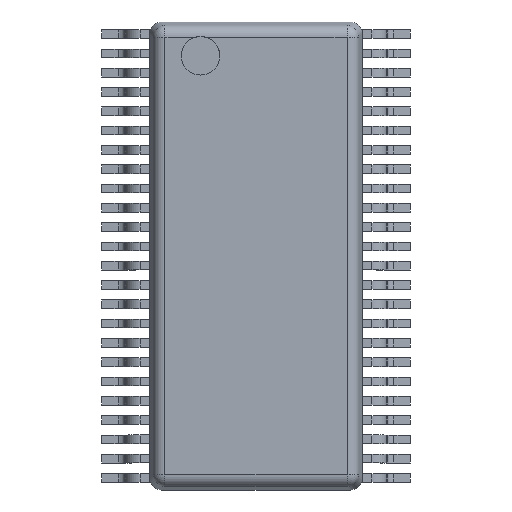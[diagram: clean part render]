
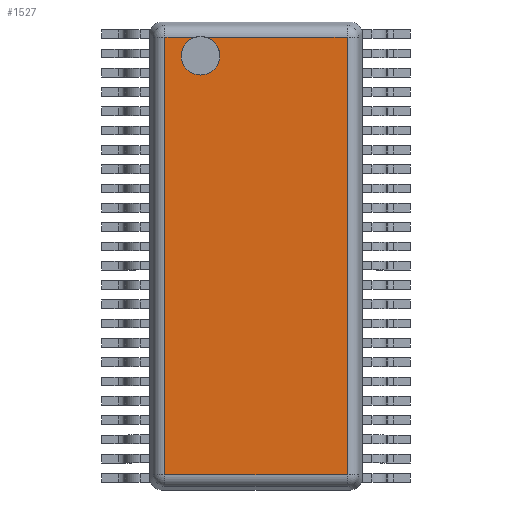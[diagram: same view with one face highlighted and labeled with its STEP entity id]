
A CAD part, top view. The second image highlights one B-rep face of the part: STEP entity #1527.
In plain terms, the highlighted face is planar.
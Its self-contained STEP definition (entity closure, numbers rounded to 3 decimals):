
#646=DIRECTION('',(0.,0.,1.));
#647=VECTOR('',#646,9.075);
#648=CARTESIAN_POINT('',(-1.888,0.45,-4.538));
#649=LINE('',#648,#647);
#653=DIRECTION('',(-1.,0.,0.));
#654=VECTOR('',#653,0.639);
#655=CARTESIAN_POINT('',(-1.249,0.45,-4.538));
#656=LINE('',#655,#654);
#660=CARTESIAN_POINT('',(-1.15,0.45,-4.15));
#661=DIRECTION('',(0.,-1.,0.));
#662=DIRECTION('',(-1.,0.,0.));
#663=AXIS2_PLACEMENT_3D('',#660,#661,#662);
#668=CARTESIAN_POINT('',(-1.15,0.45,-4.15));
#669=DIRECTION('',(0.,-1.,0.));
#670=DIRECTION('',(1.,0.,0.));
#671=AXIS2_PLACEMENT_3D('',#668,#669,#670);
#676=CARTESIAN_POINT('',(-1.15,0.45,-4.15));
#677=DIRECTION('',(0.,-1.,0.));
#678=DIRECTION('',(0.247,0.,-0.969));
#679=AXIS2_PLACEMENT_3D('',#676,#677,#678);
#684=DIRECTION('',(-1.,0.,0.));
#685=VECTOR('',#684,2.939);
#686=CARTESIAN_POINT('',(1.888,0.45,-4.538));
#687=LINE('',#686,#685);
#691=DIRECTION('',(0.,0.,-1.));
#692=VECTOR('',#691,9.075);
#693=CARTESIAN_POINT('',(1.888,0.45,4.538));
#694=LINE('',#693,#692);
#698=DIRECTION('',(1.,0.,0.));
#699=VECTOR('',#698,3.775);
#700=CARTESIAN_POINT('',(-1.888,0.45,4.538));
#701=LINE('',#700,#699);
#865=CARTESIAN_POINT('',(-0.75,0.45,-4.15));
#866=CARTESIAN_POINT('',(-1.55,0.45,-4.15));
#867=VERTEX_POINT('',#865);
#868=VERTEX_POINT('',#866);
#881=CARTESIAN_POINT('',(-1.888,0.45,-4.538));
#882=CARTESIAN_POINT('',(-1.888,0.45,4.538));
#883=VERTEX_POINT('',#881);
#884=VERTEX_POINT('',#882);
#889=CARTESIAN_POINT('',(1.888,0.45,4.538));
#890=CARTESIAN_POINT('',(1.888,0.45,-4.538));
#891=VERTEX_POINT('',#889);
#892=VERTEX_POINT('',#890);
#912=CARTESIAN_POINT('',(-1.051,0.45,-4.538));
#913=VERTEX_POINT('',#912);
#971=CARTESIAN_POINT('',(-1.249,0.45,-4.538));
#972=VERTEX_POINT('',#971);
#1511=CARTESIAN_POINT('',(0.,0.45,0.));
#1512=DIRECTION('',(0.,1.,0.));
#1513=DIRECTION('',(1.,0.,0.));
#1514=AXIS2_PLACEMENT_3D('',#1511,#1512,#1513);
#1515=PLANE('',#1514);
#1516=ORIENTED_EDGE('',*,*,#1412,.F.);
#1517=ORIENTED_EDGE('',*,*,#1481,.F.);
#1518=ORIENTED_EDGE('',*,*,#1497,.F.);
#1520=ORIENTED_EDGE('',*,*,#1519,.F.);
#1521=ORIENTED_EDGE('',*,*,#1500,.F.);
#1522=ORIENTED_EDGE('',*,*,#1487,.F.);
#1523=ORIENTED_EDGE('',*,*,#1321,.F.);
#1524=ORIENTED_EDGE('',*,*,#1350,.F.);
#1525=EDGE_LOOP('',(#1516,#1517,#1518,#1520,#1521,#1522,#1523,#1524));
#1526=FACE_OUTER_BOUND('',#1525,.F.);
#664=CIRCLE('',#663,0.4);
#672=CIRCLE('',#671,0.4);
#680=CIRCLE('',#679,0.4);
#1321=EDGE_CURVE('',#891,#892,#694,.T.);
#1350=EDGE_CURVE('',#884,#891,#701,.T.);
#1412=EDGE_CURVE('',#883,#884,#649,.T.);
#1481=EDGE_CURVE('',#972,#883,#656,.T.);
#1487=EDGE_CURVE('',#892,#913,#687,.T.);
#1497=EDGE_CURVE('',#868,#972,#664,.T.);
#1500=EDGE_CURVE('',#913,#867,#680,.T.);
#1519=EDGE_CURVE('',#867,#868,#672,.T.);
#1527=ADVANCED_FACE('',(#1526),#1515,.T.);
